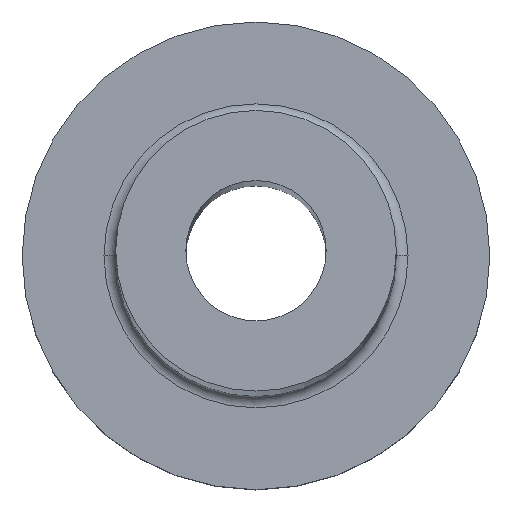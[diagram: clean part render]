
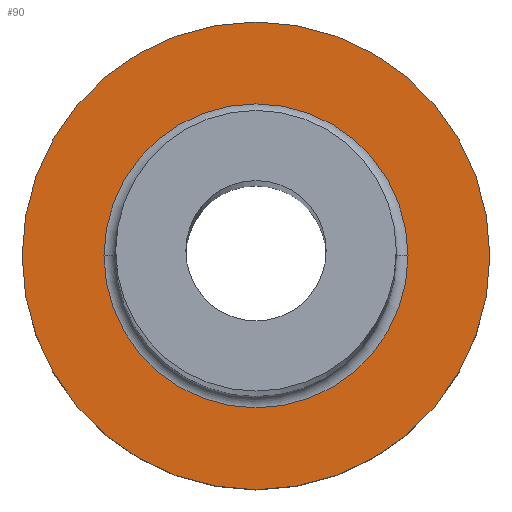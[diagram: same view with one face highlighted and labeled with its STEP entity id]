
A CAD part, top view. The second image highlights one B-rep face of the part: STEP entity #90.
In plain terms, the highlighted planar face has unit normal (0, 0, 1).
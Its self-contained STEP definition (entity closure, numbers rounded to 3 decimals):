
#6 = CARTESIAN_POINT ( 'NONE',  ( 0., 0., 7. ) ) ;
#27 = FACE_BOUND ( 'NONE', #320, .T. ) ;
#31 = PLANE ( 'NONE',  #167 ) ;
#33 = CIRCLE ( 'NONE', #303, 6.5 ) ;
#46 = DIRECTION ( 'NONE',  ( 1., 0., 0. ) ) ;
#55 = EDGE_LOOP ( 'NONE', ( #228, #204 ) ) ;
#63 = DIRECTION ( 'NONE',  ( 0., 0., -1. ) ) ;
#65 = FACE_OUTER_BOUND ( 'NONE', #55, .T. ) ;
#66 = CARTESIAN_POINT ( 'NONE',  ( 10., 0., 7. ) ) ;
#87 = VERTEX_POINT ( 'NONE', #66 ) ;
#90 = ADVANCED_FACE ( 'NONE', ( #27, #65 ), #31, .T. ) ;
#98 = DIRECTION ( 'NONE',  ( 1., 0., 0. ) ) ;
#103 = CARTESIAN_POINT ( 'NONE',  ( 0., 0., 7. ) ) ;
#119 = CARTESIAN_POINT ( 'NONE',  ( 0., 0., 7. ) ) ;
#121 = EDGE_CURVE ( 'NONE', #177, #235, #258, .T. ) ;
#122 = EDGE_CURVE ( 'NONE', #87, #267, #350, .T. ) ;
#124 = DIRECTION ( 'NONE',  ( 0., 0., 1. ) ) ;
#127 = ORIENTED_EDGE ( 'NONE', *, *, #121, .T. ) ;
#133 = CARTESIAN_POINT ( 'NONE',  ( 6.5, 0., 7. ) ) ;
#163 = CARTESIAN_POINT ( 'NONE',  ( -6.5, 0., 7. ) ) ;
#167 = AXIS2_PLACEMENT_3D ( 'NONE', #119, #124, #98 ) ;
#175 = AXIS2_PLACEMENT_3D ( 'NONE', #103, #261, #347 ) ;
#177 = VERTEX_POINT ( 'NONE', #133 ) ;
#178 = DIRECTION ( 'NONE',  ( 0., 0., -1. ) ) ;
#201 = EDGE_CURVE ( 'NONE', #267, #87, #362, .T. ) ;
#204 = ORIENTED_EDGE ( 'NONE', *, *, #122, .T. ) ;
#228 = ORIENTED_EDGE ( 'NONE', *, *, #201, .T. ) ;
#235 = VERTEX_POINT ( 'NONE', #163 ) ;
#248 = CARTESIAN_POINT ( 'NONE',  ( 0., 0., 7. ) ) ;
#258 = CIRCLE ( 'NONE', #316, 6.5 ) ;
#261 = DIRECTION ( 'NONE',  ( 0., 0., 1. ) ) ;
#266 = AXIS2_PLACEMENT_3D ( 'NONE', #6, #275, #361 ) ;
#267 = VERTEX_POINT ( 'NONE', #323 ) ;
#275 = DIRECTION ( 'NONE',  ( 0., 0., 1. ) ) ;
#276 = EDGE_CURVE ( 'NONE', #235, #177, #33, .T. ) ;
#279 = DIRECTION ( 'NONE',  ( 1., 0., 0. ) ) ;
#303 = AXIS2_PLACEMENT_3D ( 'NONE', #371, #178, #46 ) ;
#316 = AXIS2_PLACEMENT_3D ( 'NONE', #248, #63, #279 ) ;
#320 = EDGE_LOOP ( 'NONE', ( #127, #372 ) ) ;
#323 = CARTESIAN_POINT ( 'NONE',  ( -10., 0., 7. ) ) ;
#347 = DIRECTION ( 'NONE',  ( 1., 0., 0. ) ) ;
#350 = CIRCLE ( 'NONE', #266, 10. ) ;
#361 = DIRECTION ( 'NONE',  ( 1., 0., 0. ) ) ;
#362 = CIRCLE ( 'NONE', #175, 10. ) ;
#371 = CARTESIAN_POINT ( 'NONE',  ( 0., 0., 7. ) ) ;
#372 = ORIENTED_EDGE ( 'NONE', *, *, #276, .T. ) ;
